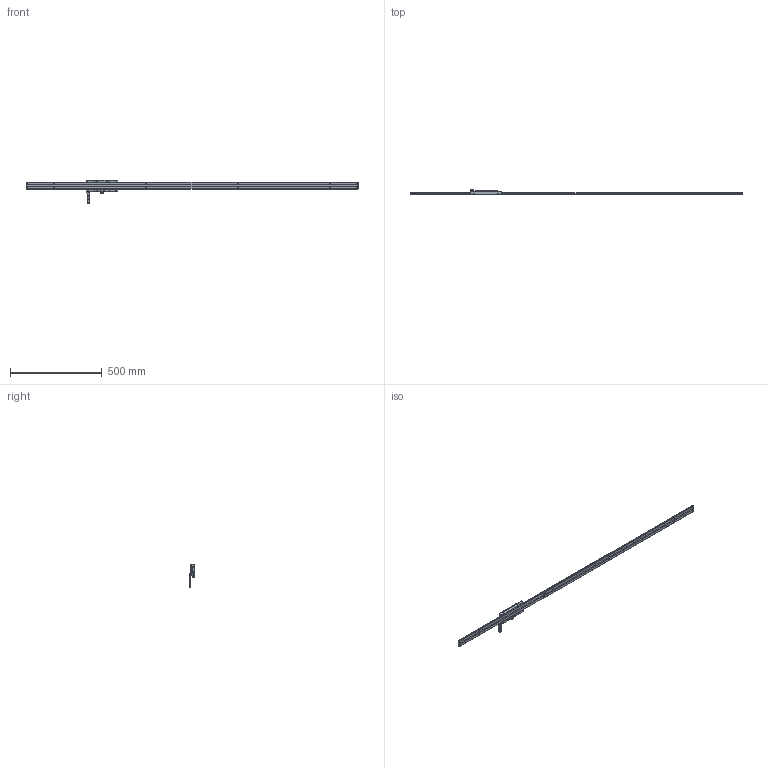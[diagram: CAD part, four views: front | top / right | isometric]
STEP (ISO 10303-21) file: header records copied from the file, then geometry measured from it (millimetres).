
FILE_DESCRIPTION((''),'2;1');
FILE_NAME('PM279_020_005_1500_SW0001','2021-11-15T10:06:05',('FST'),('Sylvac SA'),'CREO PARAMETRIC BY PTC INC, 2017380','CREO PARAMETRIC BY PTC INC, 2017380','');
FILE_SCHEMA(('CONFIG_CONTROL_DESIGN'));
Length unit declared in the file: millimetre
Products named in the file (1): PM279_020_005_1500_SW0001
Bounding box: 1806 x 28.1 x 129.31 mm (x, y, z)
Surface area: 227270.5 mm2 (no closed solid volume)
Topology: 0 solids, 170 shells, 419 faces, 1861 edges, 1589 vertices
Faces by surface type: plane 256, cylinder 103, cone 39, torus 12, bspline 5, sphere 4
Entity records: 21498 total; most frequent: CARTESIAN_POINT 7086, DIRECTION 2918, ORIENTED_EDGE 2225, EDGE_CURVE 1854, VERTEX_POINT 1589, VECTOR 1042, LINE 1042, AXIS2_PLACEMENT_3D 938
